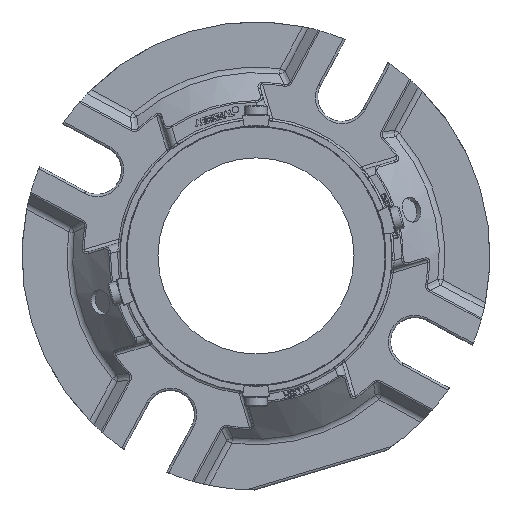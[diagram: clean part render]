
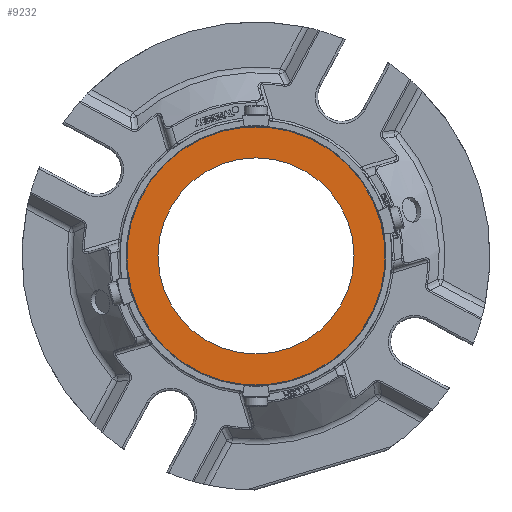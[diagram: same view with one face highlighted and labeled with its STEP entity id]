
A CAD part, left-side view. The second image highlights one B-rep face of the part: STEP entity #9232.
In plain terms, the highlighted planar face has unit normal (-1, 0, 0).
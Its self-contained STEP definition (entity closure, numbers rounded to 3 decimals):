
#1751=PLANE('',#10102);
#4155=ORIENTED_EDGE('',*,*,#4628,.F.);
#4156=ORIENTED_EDGE('',*,*,#5781,.T.);
#4628=EDGE_CURVE('',#6004,#6004,#6890,.F.);
#5781=EDGE_CURVE('',#6742,#6742,#7269,.F.);
#6004=VERTEX_POINT('',#12626);
#6742=VERTEX_POINT('',#18963);
#6890=CIRCLE('',#9335,42.5);
#7269=CIRCLE('',#10103,56.02);
#7867=EDGE_LOOP('',(#4155));
#7868=EDGE_LOOP('',(#4156));
#8505=FACE_BOUND('',#7867,.T.);
#8506=FACE_BOUND('',#7868,.T.);
#9232=ADVANCED_FACE('',(#8505,#8506),#1751,.F.);
#9335=AXIS2_PLACEMENT_3D('',#12625,#10263,#10264);
#10102=AXIS2_PLACEMENT_3D('',#18961,#12247,#12248);
#10103=AXIS2_PLACEMENT_3D('',#18962,#12249,#12250);
#10263=DIRECTION('',(1.,0.,0.));
#10264=DIRECTION('',(0.,0.,-1.));
#12247=DIRECTION('',(1.,0.,0.));
#12248=DIRECTION('',(0.,0.707,0.707));
#12249=DIRECTION('',(1.,0.,0.));
#12250=DIRECTION('',(0.,0.707,0.707));
#12625=CARTESIAN_POINT('',(-59.876,0.,0.));
#12626=CARTESIAN_POINT('',(-59.876,0.,-42.5));
#18961=CARTESIAN_POINT('',(-59.876,-39.792,-39.792));
#18962=CARTESIAN_POINT('',(-59.876,0.,0.));
#18963=CARTESIAN_POINT('',(-59.876,39.612,39.612));
